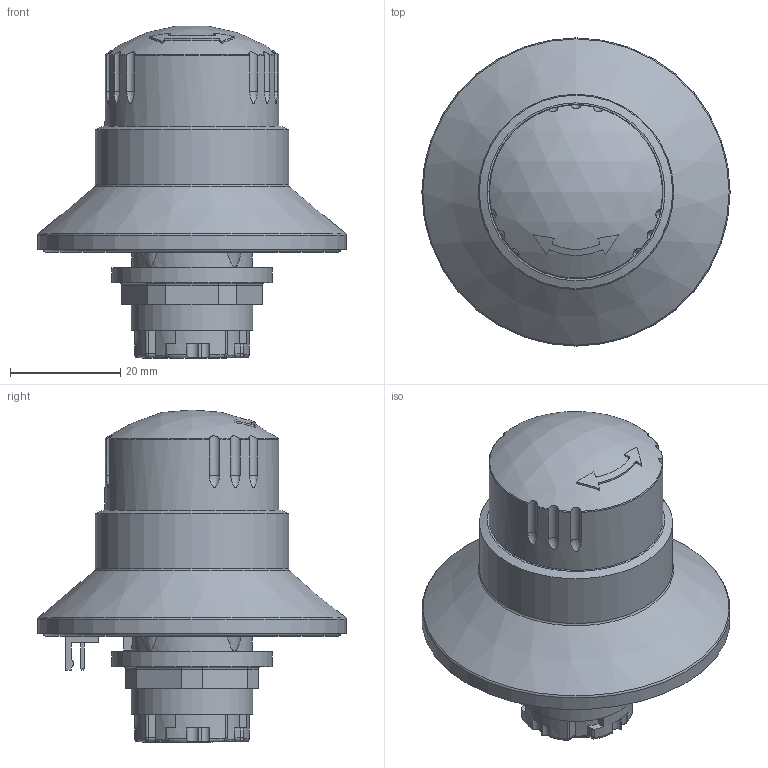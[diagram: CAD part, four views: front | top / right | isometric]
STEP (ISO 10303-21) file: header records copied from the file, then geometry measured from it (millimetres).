
FILE_DESCRIPTION(/* description */ (''),/* implementation_level */ '2;1');
FILE_NAME(/* name */ 'QRBLUV.stp',/* time_stamp */ '2017-08-21T13:05:34+02:00',/* author */ ('mharscher'),/* organization */ (''),/* preprocessor_version */ 'ST-DEVELOPER v16.1',/* originating_system */ 'Autodesk Inventor 2016',/* authorisation */ '');
FILE_SCHEMA (('AUTOMOTIVE_DESIGN { 1 0 10303 214 3 1 1 }'));
Length unit declared in the file: centimetre
Products named in the file (1): QRBLUV
Bounding box: 55.8 x 55.8 x 60.1 mm (x, y, z)
Volume: 50688 mm3; surface area: 13131 mm2
Topology: 1 solids, 7 shells, 359 faces, 954 edges, 615 vertices
Faces by surface type: plane 186, cylinder 107, torus 37, bspline 17, cone 10, sphere 2
Full cylindrical faces by diameter (mm): 1 x2, 18.038 x1, 20.75 x1, 21.85 x1, 22 x2, 22.6 x1, 25.35 x1, 27.65 x1, 28.3 x1, 28.5 x1, 29 x1, 31.5 x1, 35 x1, 55.8 x1
Entity records: 12333 total; most frequent: CARTESIAN_POINT 3570, ORIENTED_EDGE 1844, DIRECTION 1804, EDGE_CURVE 918, AXIS2_PLACEMENT_3D 671, VERTEX_POINT 603, LINE 462, VECTOR 462
